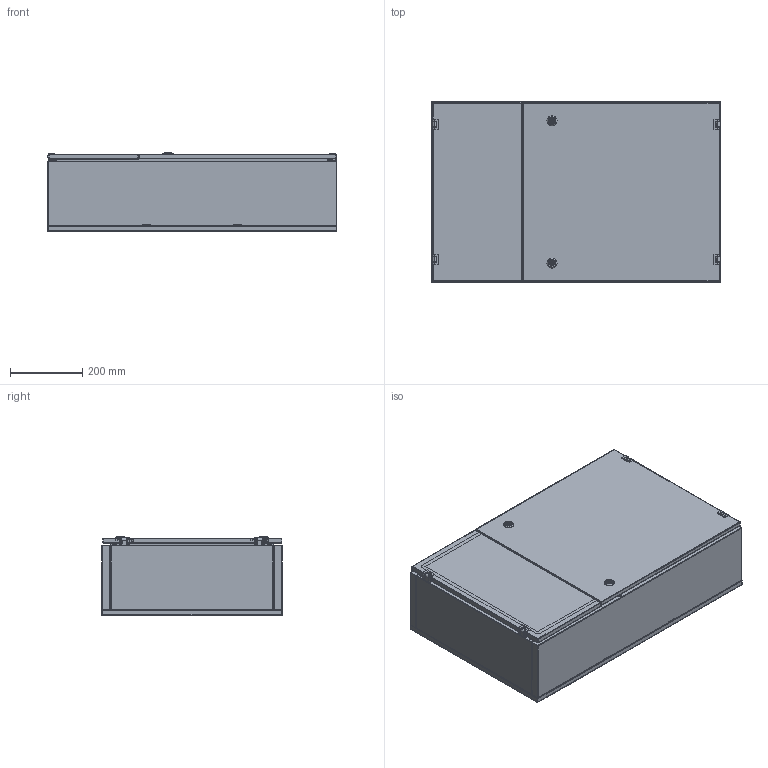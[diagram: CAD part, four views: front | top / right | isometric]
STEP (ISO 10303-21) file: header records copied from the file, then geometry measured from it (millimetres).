
FILE_DESCRIPTION (( 'STEP AP214' ), '1' );
FILE_NAME ('EKO-582.STEP', '2017-06-22T18:34:49', ( '' ), ( '' ), 'SwSTEP 2.0', 'SolidWorks 2017', '' );
FILE_SCHEMA (( 'AUTOMOTIVE_DESIGN' ));
Length unit declared in the file: millimetre
Products named in the file (1): EKO-582
Bounding box: 801 x 500 x 218.1 mm (x, y, z)
Volume: 1823365.9 mm3; surface area: 3506898 mm2
Topology: 60 solids, 60 shells, 3795 faces, 9485 edges, 5784 vertices
Faces by surface type: plane 1883, cylinder 1178, bspline 296, cone 256, torus 134, sphere 48
Entity records: 130380 total; most frequent: CARTESIAN_POINT 40887, ORIENTED_EDGE 18846, DIRECTION 17647, EDGE_CURVE 9423, AXIS2_PLACEMENT_3D 6036, VERTEX_POINT 5784, LINE 5575, VECTOR 5575
